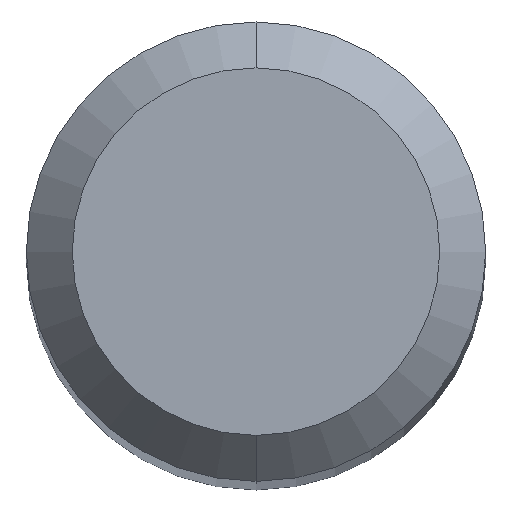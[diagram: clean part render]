
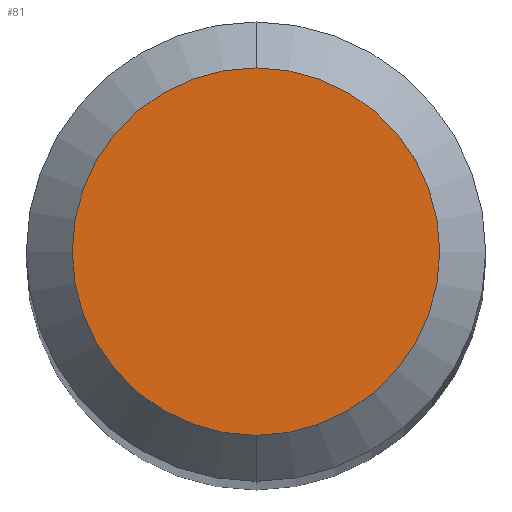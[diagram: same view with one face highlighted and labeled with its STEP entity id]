
A CAD part, top view. The second image highlights one B-rep face of the part: STEP entity #81.
In plain terms, the highlighted planar face has unit normal (0, 0, 1).
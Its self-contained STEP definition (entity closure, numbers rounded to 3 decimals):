
#4 = CARTESIAN_POINT ( 'NONE',  ( 0., 0., 38. ) ) ;
#5 = ORIENTED_EDGE ( 'NONE', *, *, #332, .T. ) ;
#32 = CARTESIAN_POINT ( 'NONE',  ( 0., 0., 38. ) ) ;
#34 = VERTEX_POINT ( 'NONE', #58 ) ;
#57 = CIRCLE ( 'NONE', #232, 1.2 ) ;
#58 = CARTESIAN_POINT ( 'NONE',  ( 0., -1.2, 38. ) ) ;
#70 = DIRECTION ( 'NONE',  ( 0., -1., 0. ) ) ;
#77 = DIRECTION ( 'NONE',  ( 0., -1., 0. ) ) ;
#81 = ADVANCED_FACE ( 'NONE', ( #327 ), #273, .T. ) ;
#114 = EDGE_CURVE ( 'NONE', #143, #34, #150, .T. ) ;
#140 = EDGE_LOOP ( 'NONE', ( #292, #5 ) ) ;
#143 = VERTEX_POINT ( 'NONE', #245 ) ;
#150 = CIRCLE ( 'NONE', #256, 1.2 ) ;
#161 = CARTESIAN_POINT ( 'NONE',  ( 0., 0., 38. ) ) ;
#194 = DIRECTION ( 'NONE',  ( 0., -1., 0. ) ) ;
#232 = AXIS2_PLACEMENT_3D ( 'NONE', #161, #265, #77 ) ;
#240 = AXIS2_PLACEMENT_3D ( 'NONE', #4, #253, #70 ) ;
#245 = CARTESIAN_POINT ( 'NONE',  ( 0., 1.2, 38. ) ) ;
#253 = DIRECTION ( 'NONE',  ( 0., 0., 1. ) ) ;
#256 = AXIS2_PLACEMENT_3D ( 'NONE', #32, #325, #194 ) ;
#265 = DIRECTION ( 'NONE',  ( 0., 0., 1. ) ) ;
#273 = PLANE ( 'NONE',  #240 ) ;
#292 = ORIENTED_EDGE ( 'NONE', *, *, #114, .T. ) ;
#325 = DIRECTION ( 'NONE',  ( 0., 0., 1. ) ) ;
#327 = FACE_OUTER_BOUND ( 'NONE', #140, .T. ) ;
#332 = EDGE_CURVE ( 'NONE', #34, #143, #57, .T. ) ;
